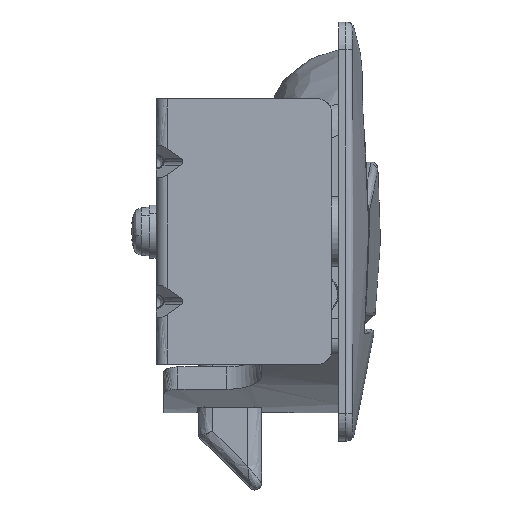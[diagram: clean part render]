
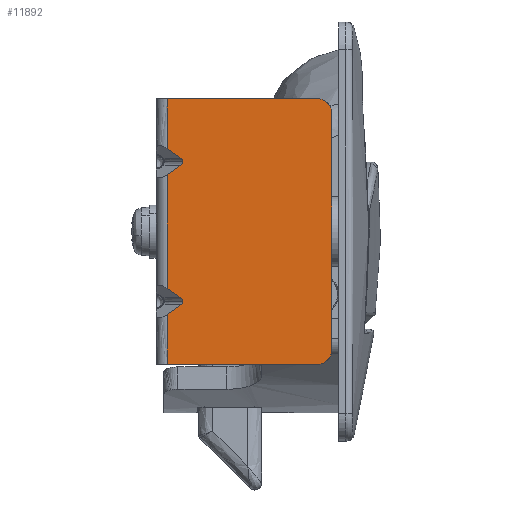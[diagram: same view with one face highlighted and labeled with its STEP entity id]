
A CAD part, left-side view. The second image highlights one B-rep face of the part: STEP entity #11892.
In plain terms, the highlighted free-form (B-spline) face has degree [1, 1] with [2, 2] control points.
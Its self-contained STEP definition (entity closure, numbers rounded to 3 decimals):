
#7173=CARTESIAN_POINT('',(-43.6,22.3,40.01));
#7174=VERTEX_POINT('',#7173);
#7189=CARTESIAN_POINT('',(-43.6,22.3,39.99));
#7190=VERTEX_POINT('',#7189);
#7196=CARTESIAN_POINT('',(-43.6,22.3,40.01));
#7197=CARTESIAN_POINT('',(-43.6,22.3,39.99));
#7198=QUASI_UNIFORM_CURVE('',1,(#7196,#7197),.UNSPECIFIED.,.F.,.U.);
#7199=EDGE_CURVE('',#7174,#7190,#7198,.T.);
#7220=CARTESIAN_POINT('',(-43.6,24.5,38.144));
#7221=VERTEX_POINT('',#7220);
#7243=CARTESIAN_POINT('',(-43.6,24.5,21.856));
#7244=VERTEX_POINT('',#7243);
#7258=CARTESIAN_POINT('',(-43.6,24.5,38.144));
#7259=CARTESIAN_POINT('',(-43.6,24.5,21.856));
#7260=QUASI_UNIFORM_CURVE('',1,(#7258,#7259),.UNSPECIFIED.,.F.,.U.);
#7261=EDGE_CURVE('',#7221,#7244,#7260,.T.);
#8774=CARTESIAN_POINT('',(-43.6,22.3,19.99));
#8775=VERTEX_POINT('',#8774);
#8782=CARTESIAN_POINT('',(-43.6,22.59,19.495));
#8783=VERTEX_POINT('',#8782);
#8789=CARTESIAN_POINT('',(-43.6,22.3,19.99));
#8790=CARTESIAN_POINT('',(-43.6,22.3,19.7));
#8791=CARTESIAN_POINT('',(-43.6,22.59,19.495));
#8799=(BOUNDED_CURVE()B_SPLINE_CURVE(2,(#8789,#8790,#8791),.UNSPECIFIED.,.F.,.U.)CURVE()GEOMETRIC_REPRESENTATION_ITEM()QUASI_UNIFORM_CURVE()RATIONAL_B_SPLINE_CURVE((1.0,0.924,1.0))REPRESENTATION_ITEM(''));
#8800=EDGE_CURVE('',#8775,#8783,#8799,.T.);
#8819=CARTESIAN_POINT('',(-43.6,22.59,20.505));
#8820=VERTEX_POINT('',#8819);
#8827=CARTESIAN_POINT('',(-43.6,22.3,20.01));
#8828=VERTEX_POINT('',#8827);
#8834=CARTESIAN_POINT('',(-43.6,22.59,20.505));
#8835=CARTESIAN_POINT('',(-43.6,22.3,20.3));
#8836=CARTESIAN_POINT('',(-43.6,22.3,20.01));
#8844=(BOUNDED_CURVE()B_SPLINE_CURVE(2,(#8834,#8835,#8836),.UNSPECIFIED.,.F.,.U.)CURVE()GEOMETRIC_REPRESENTATION_ITEM()QUASI_UNIFORM_CURVE()RATIONAL_B_SPLINE_CURVE((1.0,0.924,1.0))REPRESENTATION_ITEM(''));
#8845=EDGE_CURVE('',#8820,#8828,#8844,.T.);
#8866=CARTESIAN_POINT('',(-43.6,22.59,39.495));
#8867=VERTEX_POINT('',#8866);
#8873=CARTESIAN_POINT('',(-43.6,22.3,39.99));
#8874=CARTESIAN_POINT('',(-43.6,22.3,39.7));
#8875=CARTESIAN_POINT('',(-43.6,22.59,39.495));
#8883=(BOUNDED_CURVE()B_SPLINE_CURVE(2,(#8873,#8874,#8875),.UNSPECIFIED.,.F.,.U.)CURVE()GEOMETRIC_REPRESENTATION_ITEM()QUASI_UNIFORM_CURVE()RATIONAL_B_SPLINE_CURVE((1.0,0.924,1.0))REPRESENTATION_ITEM(''));
#8884=EDGE_CURVE('',#7190,#8867,#8883,.T.);
#8903=CARTESIAN_POINT('',(-43.6,22.59,40.505));
#8904=VERTEX_POINT('',#8903);
#8912=CARTESIAN_POINT('',(-43.6,22.59,40.505));
#8913=CARTESIAN_POINT('',(-43.6,22.3,40.3));
#8914=CARTESIAN_POINT('',(-43.6,22.3,40.01));
#8922=(BOUNDED_CURVE()B_SPLINE_CURVE(2,(#8912,#8913,#8914),.UNSPECIFIED.,.F.,.U.)CURVE()GEOMETRIC_REPRESENTATION_ITEM()QUASI_UNIFORM_CURVE()RATIONAL_B_SPLINE_CURVE((1.0,0.924,1.0))REPRESENTATION_ITEM(''));
#8923=EDGE_CURVE('',#8904,#7174,#8922,.T.);
#9923=CARTESIAN_POINT('',(-43.6,22.59,39.495));
#9924=CARTESIAN_POINT('',(-43.6,24.5,38.144));
#9925=QUASI_UNIFORM_CURVE('',1,(#9923,#9924),.UNSPECIFIED.,.F.,.U.);
#9926=EDGE_CURVE('',#8867,#7221,#9925,.T.);
#9938=CARTESIAN_POINT('',(-43.6,24.5,41.856));
#9939=VERTEX_POINT('',#9938);
#9940=CARTESIAN_POINT('',(-43.6,22.59,40.505));
#9941=CARTESIAN_POINT('',(-43.6,24.5,41.856));
#9942=QUASI_UNIFORM_CURVE('',1,(#9940,#9941),.UNSPECIFIED.,.F.,.U.);
#9943=EDGE_CURVE('',#8904,#9939,#9942,.T.);
#9975=CARTESIAN_POINT('',(-43.6,24.5,21.856));
#9976=CARTESIAN_POINT('',(-43.6,22.59,20.505));
#9977=QUASI_UNIFORM_CURVE('',1,(#9975,#9976),.UNSPECIFIED.,.F.,.U.);
#9978=EDGE_CURVE('',#7244,#8820,#9977,.T.);
#10003=CARTESIAN_POINT('',(-43.6,24.5,18.144));
#10004=VERTEX_POINT('',#10003);
#10018=CARTESIAN_POINT('',(-43.6,24.5,18.144));
#10019=CARTESIAN_POINT('',(-43.6,22.59,19.495));
#10020=QUASI_UNIFORM_CURVE('',1,(#10018,#10019),.UNSPECIFIED.,.F.,.U.);
#10021=EDGE_CURVE('',#10004,#8783,#10020,.T.);
#10036=CARTESIAN_POINT('',(-43.6,22.3,20.01));
#10037=CARTESIAN_POINT('',(-43.6,22.3,19.99));
#10038=QUASI_UNIFORM_CURVE('',1,(#10036,#10037),.UNSPECIFIED.,.F.,.U.);
#10039=EDGE_CURVE('',#8828,#8775,#10038,.T.);
#11799=CARTESIAN_POINT('',(-43.6,1.0,47.));
#11800=VERTEX_POINT('',#11799);
#11801=CARTESIAN_POINT('',(-43.6,1.0,13.));
#11802=VERTEX_POINT('',#11801);
#11803=CARTESIAN_POINT('',(-43.6,1.0,47.));
#11804=CARTESIAN_POINT('',(-43.6,1.0,13.));
#11805=QUASI_UNIFORM_CURVE('',1,(#11803,#11804),.UNSPECIFIED.,.F.,.U.);
#11806=EDGE_CURVE('',#11800,#11802,#11805,.T.);
#11822=CARTESIAN_POINT('',(-43.6,-0.174,9.102));
#11823=CARTESIAN_POINT('',(-43.6,25.674,9.102));
#11824=CARTESIAN_POINT('',(-43.6,-0.174,50.898));
#11825=CARTESIAN_POINT('',(-43.6,25.674,50.898));
#11826=B_SPLINE_SURFACE_WITH_KNOTS('',1,1,((#11822,#11824),(#11823,#11825)),.UNSPECIFIED.,.F.,.F.,.U.,(2,2),(2,2),(0.0,25.848),(0.0,41.796),.UNSPECIFIED.);
#11827=ORIENTED_EDGE('',*,*,#10021,.F.);
#11828=CARTESIAN_POINT('',(-43.6,24.5,11.));
#11829=VERTEX_POINT('',#11828);
#11830=CARTESIAN_POINT('',(-43.6,24.5,18.144));
#11831=CARTESIAN_POINT('',(-43.6,24.5,11.));
#11832=QUASI_UNIFORM_CURVE('',1,(#11830,#11831),.UNSPECIFIED.,.F.,.U.);
#11833=EDGE_CURVE('',#10004,#11829,#11832,.T.);
#11834=ORIENTED_EDGE('',*,*,#11833,.T.);
#11835=CARTESIAN_POINT('',(-43.6,3.0,11.));
#11836=VERTEX_POINT('',#11835);
#11837=CARTESIAN_POINT('',(-43.6,24.5,11.));
#11838=CARTESIAN_POINT('',(-43.6,3.0,11.));
#11839=QUASI_UNIFORM_CURVE('',1,(#11837,#11838),.UNSPECIFIED.,.F.,.U.);
#11840=EDGE_CURVE('',#11829,#11836,#11839,.T.);
#11841=ORIENTED_EDGE('',*,*,#11840,.T.);
#11842=CARTESIAN_POINT('',(-43.6,3.0,11.));
#11843=CARTESIAN_POINT('',(-43.6,2.804,11.));
#11844=CARTESIAN_POINT('',(-43.6,2.411,11.058));
#11845=CARTESIAN_POINT('',(-43.6,1.888,11.306));
#11846=CARTESIAN_POINT('',(-43.6,1.455,11.689));
#11847=CARTESIAN_POINT('',(-43.6,1.101,12.248));
#11848=CARTESIAN_POINT('',(-43.6,1.,12.722));
#11849=CARTESIAN_POINT('',(-43.6,1.0,13.));
#11850=B_SPLINE_CURVE_WITH_KNOTS('',3,(#11842,#11843,#11844,#11845,#11846,#11847,#11848,#11849),.UNSPECIFIED.,.F.,.U.,(4,1,1,1,1,4),(0.,0.589,1.178,1.718,2.307,3.142),.UNSPECIFIED.);
#11851=EDGE_CURVE('',#11836,#11802,#11850,.T.);
#11852=ORIENTED_EDGE('',*,*,#11851,.T.);
#11853=ORIENTED_EDGE('',*,*,#11806,.F.);
#11854=CARTESIAN_POINT('',(-43.6,3.0,49.));
#11855=VERTEX_POINT('',#11854);
#11856=CARTESIAN_POINT('',(-43.6,1.0,47.));
#11857=CARTESIAN_POINT('',(-43.6,1.,47.196));
#11858=CARTESIAN_POINT('',(-43.6,1.053,47.556));
#11859=CARTESIAN_POINT('',(-43.6,1.261,48.024));
#11860=CARTESIAN_POINT('',(-43.6,1.54,48.39));
#11861=CARTESIAN_POINT('',(-43.6,1.855,48.655));
#11862=CARTESIAN_POINT('',(-43.6,2.329,48.917));
#11863=CARTESIAN_POINT('',(-43.6,2.722,49.));
#11864=CARTESIAN_POINT('',(-43.6,3.0,49.));
#11865=B_SPLINE_CURVE_WITH_KNOTS('',3,(#11856,#11857,#11858,#11859,#11860,#11861,#11862,#11863,#11864),.UNSPECIFIED.,.F.,.U.,(4,1,1,1,1,1,4),(0.,0.589,1.08,1.522,1.964,2.307,3.142),.UNSPECIFIED.);
#11866=EDGE_CURVE('',#11800,#11855,#11865,.T.);
#11867=ORIENTED_EDGE('',*,*,#11866,.T.);
#11868=CARTESIAN_POINT('',(-43.6,24.5,49.));
#11869=VERTEX_POINT('',#11868);
#11870=CARTESIAN_POINT('',(-43.6,24.5,49.));
#11871=CARTESIAN_POINT('',(-43.6,3.0,49.));
#11872=QUASI_UNIFORM_CURVE('',1,(#11870,#11871),.UNSPECIFIED.,.F.,.U.);
#11873=EDGE_CURVE('',#11869,#11855,#11872,.T.);
#11874=ORIENTED_EDGE('',*,*,#11873,.F.);
#11875=CARTESIAN_POINT('',(-43.6,24.5,49.));
#11876=CARTESIAN_POINT('',(-43.6,24.5,41.856));
#11877=QUASI_UNIFORM_CURVE('',1,(#11875,#11876),.UNSPECIFIED.,.F.,.U.);
#11878=EDGE_CURVE('',#11869,#9939,#11877,.T.);
#11879=ORIENTED_EDGE('',*,*,#11878,.T.);
#11880=ORIENTED_EDGE('',*,*,#9943,.F.);
#11881=ORIENTED_EDGE('',*,*,#8923,.T.);
#11882=ORIENTED_EDGE('',*,*,#7199,.T.);
#11883=ORIENTED_EDGE('',*,*,#8884,.T.);
#11884=ORIENTED_EDGE('',*,*,#9926,.T.);
#11885=ORIENTED_EDGE('',*,*,#7261,.T.);
#11886=ORIENTED_EDGE('',*,*,#9978,.T.);
#11887=ORIENTED_EDGE('',*,*,#8845,.T.);
#11888=ORIENTED_EDGE('',*,*,#10039,.T.);
#11889=ORIENTED_EDGE('',*,*,#8800,.T.);
#11890=EDGE_LOOP('',(#11827,#11834,#11841,#11852,#11853,#11867,#11874,#11879,#11880,#11881,#11882,#11883,#11884,#11885,#11886,#11887,#11888,#11889));
#11891=FACE_OUTER_BOUND('',#11890,.T.);
#11892=ADVANCED_FACE('',(#11891),#11826,.F.);
